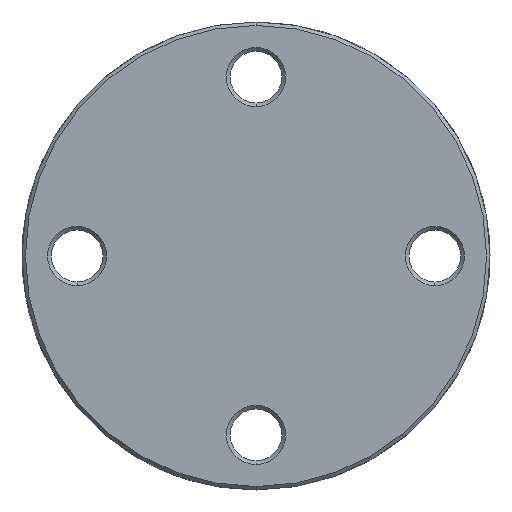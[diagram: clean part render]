
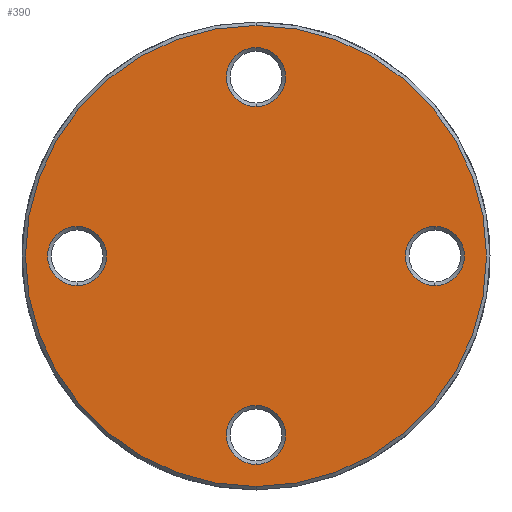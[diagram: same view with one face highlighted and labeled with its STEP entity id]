
A CAD part, front view. The second image highlights one B-rep face of the part: STEP entity #390.
In plain terms, the highlighted planar face has unit normal (0, -1, 0).
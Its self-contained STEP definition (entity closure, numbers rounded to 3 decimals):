
#1 = AXIS2_PLACEMENT_3D ( 'NONE', #670, #1415, #777 ) ;
#16 = DIRECTION ( 'NONE',  ( 0., 0., 1. ) ) ;
#41 = CARTESIAN_POINT ( 'NONE',  ( 0., 0., -26.6 ) ) ;
#47 = VERTEX_POINT ( 'NONE', #41 ) ;
#78 = CIRCLE ( 'NONE', #848, 26.6 ) ;
#81 = VERTEX_POINT ( 'NONE', #824 ) ;
#83 = CARTESIAN_POINT ( 'NONE',  ( 0., 0., -17.25 ) ) ;
#96 = CARTESIAN_POINT ( 'NONE',  ( 0., 0., 0. ) ) ;
#106 = FACE_BOUND ( 'NONE', #266, .T. ) ;
#116 = CARTESIAN_POINT ( 'NONE',  ( -20.65, 0., 3.4 ) ) ;
#127 = ORIENTED_EDGE ( 'NONE', *, *, #1165, .T. ) ;
#128 = VERTEX_POINT ( 'NONE', #1168 ) ;
#137 = CIRCLE ( 'NONE', #396, 3.4 ) ;
#165 = AXIS2_PLACEMENT_3D ( 'NONE', #1283, #637, #1385 ) ;
#175 = AXIS2_PLACEMENT_3D ( 'NONE', #641, #1389, #758 ) ;
#191 = CARTESIAN_POINT ( 'NONE',  ( 0., 0., 0. ) ) ;
#198 = ORIENTED_EDGE ( 'NONE', *, *, #727, .T. ) ;
#202 = DIRECTION ( 'NONE',  ( 0., -1., 0. ) ) ;
#204 = DIRECTION ( 'NONE',  ( 0., 1., 0. ) ) ;
#226 = ORIENTED_EDGE ( 'NONE', *, *, #846, .T. ) ;
#245 = VERTEX_POINT ( 'NONE', #635 ) ;
#254 = EDGE_CURVE ( 'NONE', #946, #245, #1406, .T. ) ;
#266 = EDGE_LOOP ( 'NONE', ( #127, #937 ) ) ;
#270 = EDGE_LOOP ( 'NONE', ( #859, #871 ) ) ;
#275 = EDGE_CURVE ( 'NONE', #930, #81, #612, .T. ) ;
#297 = ORIENTED_EDGE ( 'NONE', *, *, #698, .T. ) ;
#300 = CIRCLE ( 'NONE', #1203, 3.4 ) ;
#302 = VERTEX_POINT ( 'NONE', #83 ) ;
#305 = DIRECTION ( 'NONE',  ( 0., 0., -1. ) ) ;
#333 = ORIENTED_EDGE ( 'NONE', *, *, #425, .T. ) ;
#363 = CARTESIAN_POINT ( 'NONE',  ( 0., 0., 24.05 ) ) ;
#390 = ADVANCED_FACE ( 'NONE', ( #703, #1274, #106, #1245, #967 ), #770, .T. ) ;
#396 = AXIS2_PLACEMENT_3D ( 'NONE', #614, #867, #16 ) ;
#406 = DIRECTION ( 'NONE',  ( 0., 1., 0. ) ) ;
#418 = EDGE_CURVE ( 'NONE', #81, #930, #669, .T. ) ;
#425 = EDGE_CURVE ( 'NONE', #945, #47, #1421, .T. ) ;
#439 = CIRCLE ( 'NONE', #1015, 3.4 ) ;
#460 = CIRCLE ( 'NONE', #900, 3.4 ) ;
#484 = AXIS2_PLACEMENT_3D ( 'NONE', #96, #202, #993 ) ;
#553 = CARTESIAN_POINT ( 'NONE',  ( 0., 0., 26.6 ) ) ;
#612 = CIRCLE ( 'NONE', #175, 3.4 ) ;
#614 = CARTESIAN_POINT ( 'NONE',  ( -20.65, 0., 0. ) ) ;
#635 = CARTESIAN_POINT ( 'NONE',  ( -20.65, 0., -3.4 ) ) ;
#637 = DIRECTION ( 'NONE',  ( 0., 1., 0. ) ) ;
#639 = CARTESIAN_POINT ( 'NONE',  ( 0., 0., 20.65 ) ) ;
#641 = CARTESIAN_POINT ( 'NONE',  ( 20.65, 0., 0. ) ) ;
#657 = DIRECTION ( 'NONE',  ( 0., 1., 0. ) ) ;
#669 = CIRCLE ( 'NONE', #1, 3.4 ) ;
#670 = CARTESIAN_POINT ( 'NONE',  ( 20.65, 0., 0. ) ) ;
#671 = DIRECTION ( 'NONE',  ( 0., -1., 0. ) ) ;
#681 = CARTESIAN_POINT ( 'NONE',  ( 20.65, 0., 3.4 ) ) ;
#698 = EDGE_CURVE ( 'NONE', #128, #1102, #460, .T. ) ;
#703 = FACE_BOUND ( 'NONE', #270, .T. ) ;
#727 = EDGE_CURVE ( 'NONE', #1102, #128, #1398, .T. ) ;
#756 = DIRECTION ( 'NONE',  ( 0., 0., 1. ) ) ;
#758 = DIRECTION ( 'NONE',  ( 0., 0., 1. ) ) ;
#770 = PLANE ( 'NONE',  #484 ) ;
#772 = EDGE_CURVE ( 'NONE', #47, #945, #78, .T. ) ;
#777 = DIRECTION ( 'NONE',  ( 0., 0., 1. ) ) ;
#789 = AXIS2_PLACEMENT_3D ( 'NONE', #639, #1387, #756 ) ;
#824 = CARTESIAN_POINT ( 'NONE',  ( 20.65, 0., -3.4 ) ) ;
#846 = EDGE_CURVE ( 'NONE', #302, #1214, #300, .T. ) ;
#848 = AXIS2_PLACEMENT_3D ( 'NONE', #191, #985, #305 ) ;
#859 = ORIENTED_EDGE ( 'NONE', *, *, #418, .T. ) ;
#867 = DIRECTION ( 'NONE',  ( 0., 1., 0. ) ) ;
#871 = ORIENTED_EDGE ( 'NONE', *, *, #275, .T. ) ;
#885 = CARTESIAN_POINT ( 'NONE',  ( 0., 0., -20.65 ) ) ;
#900 = AXIS2_PLACEMENT_3D ( 'NONE', #1071, #406, #1183 ) ;
#911 = EDGE_LOOP ( 'NONE', ( #1345, #226 ) ) ;
#930 = VERTEX_POINT ( 'NONE', #681 ) ;
#937 = ORIENTED_EDGE ( 'NONE', *, *, #254, .T. ) ;
#945 = VERTEX_POINT ( 'NONE', #553 ) ;
#946 = VERTEX_POINT ( 'NONE', #116 ) ;
#956 = CARTESIAN_POINT ( 'NONE',  ( 0., 0., -20.65 ) ) ;
#967 = FACE_OUTER_BOUND ( 'NONE', #1179, .T. ) ;
#970 = AXIS2_PLACEMENT_3D ( 'NONE', #1314, #671, #1422 ) ;
#985 = DIRECTION ( 'NONE',  ( 0., -1., 0. ) ) ;
#993 = DIRECTION ( 'NONE',  ( 0., 0., -1. ) ) ;
#997 = DIRECTION ( 'NONE',  ( 0., 0., 1. ) ) ;
#1015 = AXIS2_PLACEMENT_3D ( 'NONE', #956, #657, #1420 ) ;
#1017 = EDGE_LOOP ( 'NONE', ( #297, #198 ) ) ;
#1020 = CARTESIAN_POINT ( 'NONE',  ( 0., 0., -24.05 ) ) ;
#1071 = CARTESIAN_POINT ( 'NONE',  ( 0., 0., 20.65 ) ) ;
#1102 = VERTEX_POINT ( 'NONE', #363 ) ;
#1165 = EDGE_CURVE ( 'NONE', #245, #946, #137, .T. ) ;
#1168 = CARTESIAN_POINT ( 'NONE',  ( 0., 0., 17.25 ) ) ;
#1179 = EDGE_LOOP ( 'NONE', ( #333, #1418 ) ) ;
#1183 = DIRECTION ( 'NONE',  ( 0., 0., 1. ) ) ;
#1184 = EDGE_CURVE ( 'NONE', #1214, #302, #439, .T. ) ;
#1203 = AXIS2_PLACEMENT_3D ( 'NONE', #885, #204, #997 ) ;
#1214 = VERTEX_POINT ( 'NONE', #1020 ) ;
#1245 = FACE_BOUND ( 'NONE', #911, .T. ) ;
#1274 = FACE_BOUND ( 'NONE', #1017, .T. ) ;
#1283 = CARTESIAN_POINT ( 'NONE',  ( -20.65, 0., 0. ) ) ;
#1314 = CARTESIAN_POINT ( 'NONE',  ( 0., 0., 0. ) ) ;
#1345 = ORIENTED_EDGE ( 'NONE', *, *, #1184, .T. ) ;
#1385 = DIRECTION ( 'NONE',  ( 0., 0., 1. ) ) ;
#1387 = DIRECTION ( 'NONE',  ( 0., 1., 0. ) ) ;
#1389 = DIRECTION ( 'NONE',  ( 0., 1., 0. ) ) ;
#1398 = CIRCLE ( 'NONE', #789, 3.4 ) ;
#1406 = CIRCLE ( 'NONE', #165, 3.4 ) ;
#1415 = DIRECTION ( 'NONE',  ( 0., 1., 0. ) ) ;
#1418 = ORIENTED_EDGE ( 'NONE', *, *, #772, .T. ) ;
#1420 = DIRECTION ( 'NONE',  ( 0., 0., 1. ) ) ;
#1421 = CIRCLE ( 'NONE', #970, 26.6 ) ;
#1422 = DIRECTION ( 'NONE',  ( 0., 0., -1. ) ) ;
